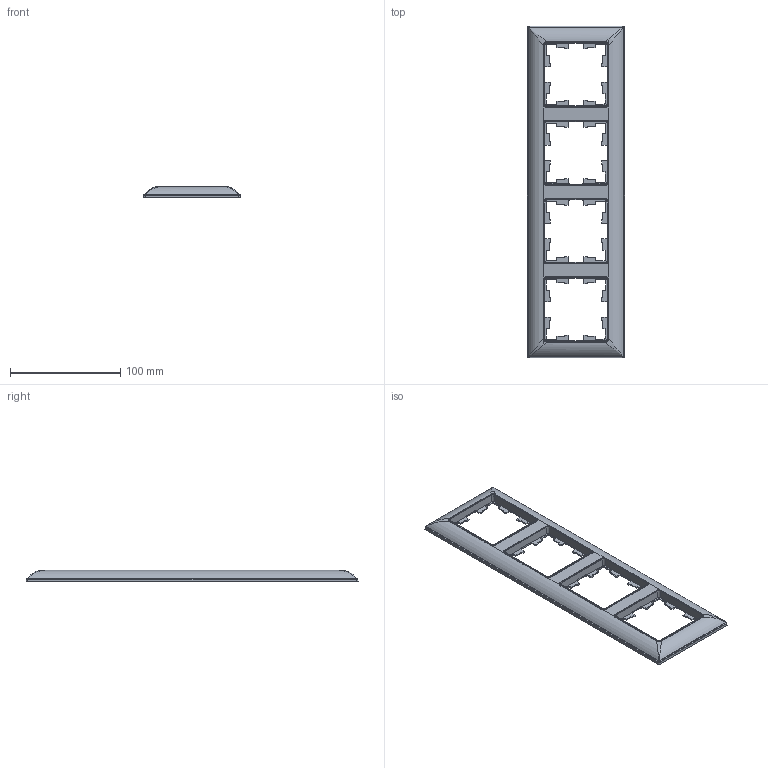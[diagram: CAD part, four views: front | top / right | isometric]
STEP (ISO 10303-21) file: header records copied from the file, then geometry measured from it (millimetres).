
FILE_DESCRIPTION (( 'STEP AP214' ), '1' );
FILE_NAME ('BRITE Ðàìêà 4-ìåñò âûï.STEP', '2025-12-26T14:47:21', ( '' ), ( '' ), 'SwSTEP 2.0', 'SolidWorks 2022', '' );
FILE_SCHEMA (( 'AUTOMOTIVE_DESIGN' ));
Length unit declared in the file: millimetre
Products named in the file (1): BRITE Рамка 4-мест вып
Bounding box: 87.98 x 300.98 x 10.7 mm (x, y, z)
Volume: 101521.5 mm3; surface area: 68320.6 mm2
Topology: 1 solids, 1 shells, 1501 faces, 4469 edges, 2919 vertices
Faces by surface type: plane 1079, cylinder 282, bspline 112, cone 16, torus 12
Entity records: 60680 total; most frequent: CARTESIAN_POINT 16060, ORIENTED_EDGE 8938, DIRECTION 6665, EDGE_CURVE 4469, LINE 3211, VECTOR 3211, VERTEX_POINT 2919, AXIS2_PLACEMENT_3D 1727
